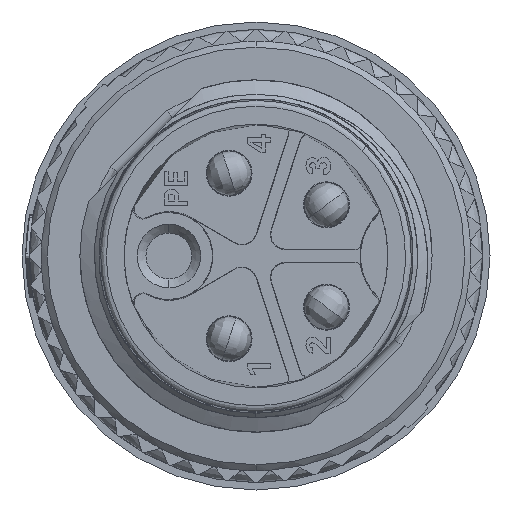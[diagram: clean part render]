
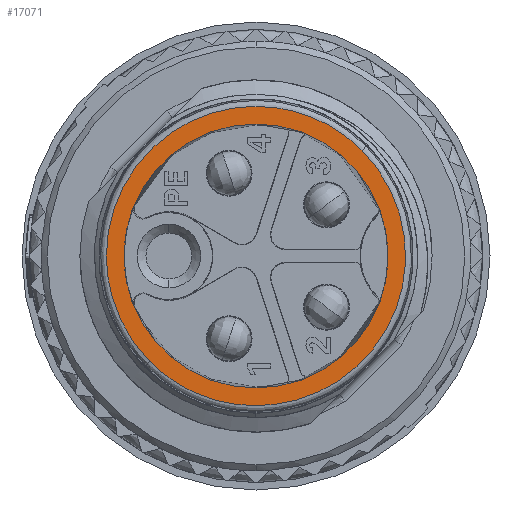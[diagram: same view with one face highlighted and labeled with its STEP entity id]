
A CAD part, left-side view. The second image highlights one B-rep face of the part: STEP entity #17071.
In plain terms, the highlighted planar face has unit normal (-1, 0, 0).
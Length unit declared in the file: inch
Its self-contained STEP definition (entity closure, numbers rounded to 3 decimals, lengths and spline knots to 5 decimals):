
#2137 = ORIENTED_EDGE ( 'NONE', *, *, #20163, .F. ) ;
#3251 = CARTESIAN_POINT ( 'NONE',  ( 0., -0.14094, 0.14035 ) ) ;
#4175 = CIRCLE ( 'NONE', #34121, 0.17544 ) ;
#5023 = CARTESIAN_POINT ( 'NONE',  ( 0., 0.14094, -0.14035 ) ) ;
#5609 = CARTESIAN_POINT ( 'NONE',  ( 0., 0.17855, -0.10257 ) ) ;
#5929 = VERTEX_POINT ( 'NONE', #5023 ) ;
#6220 = CARTESIAN_POINT ( 'NONE',  ( 0., 0.14094, -0.14035 ) ) ;
#6505 = VERTEX_POINT ( 'NONE', #9149 ) ;
#8266 = EDGE_CURVE ( 'NONE', #29495, #18897, #37801, .T. ) ;
#9149 = CARTESIAN_POINT ( 'NONE',  ( 0., -0.14094, 0.14035 ) ) ;
#10620 = DIRECTION ( 'NONE',  ( -1., 0., 0. ) ) ;
#10803 =( BOUNDED_CURVE ( )  B_SPLINE_CURVE ( 3, ( #6220, #5609, #25813, #19041 ),
 .UNSPECIFIED., .F., .F. ) 
 B_SPLINE_CURVE_WITH_KNOTS ( ( 4, 4 ),
 ( 0.00268, 1. ),
 .UNSPECIFIED. ) 
 CURVE ( )  GEOMETRIC_REPRESENTATION_ITEM ( )  RATIONAL_B_SPLINE_CURVE ( ( 1., 0.95, 0.95, 1. ) ) 
 REPRESENTATION_ITEM ( '' )  );
#11039 = DIRECTION ( 'NONE',  ( 0., 0., 1. ) ) ;
#11173 = DIRECTION ( 'NONE',  ( -1., 0., 0. ) ) ;
#11479 = DIRECTION ( 'NONE',  ( 1., 0., 0. ) ) ;
#12191 = CARTESIAN_POINT ( 'NONE',  ( 0., 0.14094, -0.14035 ) ) ;
#13109 = CARTESIAN_POINT ( 'NONE',  ( 0., 0., 0.17544 ) ) ;
#13983 = VERTEX_POINT ( 'NONE', #22072 ) ;
#15670 = VERTEX_POINT ( 'NONE', #38486 ) ;
#15997 = ORIENTED_EDGE ( 'NONE', *, *, #8266, .F. ) ;
#16027 = CARTESIAN_POINT ( 'NONE',  ( 0., 0.00618, 0.28809 ) ) ;
#17052 = EDGE_LOOP ( 'NONE', ( #39797, #34018, #2137, #33071 ) ) ;
#17071 = ADVANCED_FACE ( 'NONE', ( #37512, #21734 ), #34742, .F. ) ;
#18897 = VERTEX_POINT ( 'NONE', #23726 ) ;
#19041 = CARTESIAN_POINT ( 'NONE',  ( 0., 0.1989, 0. ) ) ;
#19651 = CARTESIAN_POINT ( 'NONE',  ( 0., 0.1989, 0. ) ) ;
#20163 = EDGE_CURVE ( 'NONE', #13983, #6505, #41591, .T. ) ;
#21379 = EDGE_CURVE ( 'NONE', #18897, #29495, #4175, .T. ) ;
#21734 = FACE_OUTER_BOUND ( 'NONE', #17052, .T. ) ;
#22072 = CARTESIAN_POINT ( 'NONE',  ( 0., 0.1989, 0. ) ) ;
#23726 = CARTESIAN_POINT ( 'NONE',  ( 0., 0., -0.17544 ) ) ;
#24554 = CARTESIAN_POINT ( 'NONE',  ( 0., 0.14084, -0.14045 ) ) ;
#25002 =( BOUNDED_CURVE ( )  B_SPLINE_CURVE ( 3, ( #35031, #38008, #24554, #12191 ),
 .UNSPECIFIED., .F., .F. ) 
 B_SPLINE_CURVE_WITH_KNOTS ( ( 4, 4 ),
 ( 0., 0.00268 ),
 .UNSPECIFIED. ) 
 CURVE ( )  GEOMETRIC_REPRESENTATION_ITEM ( )  RATIONAL_B_SPLINE_CURVE ( ( 1., 1., 1., 1. ) ) 
 REPRESENTATION_ITEM ( '' )  );
#25813 = CARTESIAN_POINT ( 'NONE',  ( 0., 0.1989, -0.05331 ) ) ;
#27165 = EDGE_LOOP ( 'NONE', ( #15997, #36122 ) ) ;
#27649 = CARTESIAN_POINT ( 'NONE',  ( 0., 0., 0. ) ) ;
#27860 = DIRECTION ( 'NONE',  ( 0., 0., -1. ) ) ;
#28464 = EDGE_CURVE ( 'NONE', #5929, #13983, #10803, .T. ) ;
#29495 = VERTEX_POINT ( 'NONE', #13109 ) ;
#30256 = AXIS2_PLACEMENT_3D ( 'NONE', #34221, #11173, #36434 ) ;
#30818 = CARTESIAN_POINT ( 'NONE',  ( 0., 0.14064, -0.14064 ) ) ;
#31258 = CARTESIAN_POINT ( 'NONE',  ( 0., -0.14005, -0.42134 ) ) ;
#31615 = EDGE_CURVE ( 'NONE', #6505, #15670, #36489, .T. ) ;
#32656 = CARTESIAN_POINT ( 'NONE',  ( 0., 0.1989, 0.2085 ) ) ;
#33071 = ORIENTED_EDGE ( 'NONE', *, *, #28464, .F. ) ;
#34018 = ORIENTED_EDGE ( 'NONE', *, *, #31615, .F. ) ;
#34054 = CARTESIAN_POINT ( 'NONE',  ( 0., -0.14094, 0.14035 ) ) ;
#34121 = AXIS2_PLACEMENT_3D ( 'NONE', #39853, #10620, #11039 ) ;
#34221 = CARTESIAN_POINT ( 'NONE',  ( 0., 0., 0. ) ) ;
#34742 = PLANE ( 'NONE',  #35463 ) ;
#35031 = CARTESIAN_POINT ( 'NONE',  ( 0., 0.14064, -0.14064 ) ) ;
#35265 = EDGE_CURVE ( 'NONE', #15670, #5929, #25002, .T. ) ;
#35463 = AXIS2_PLACEMENT_3D ( 'NONE', #27649, #11479, #27860 ) ;
#36122 = ORIENTED_EDGE ( 'NONE', *, *, #21379, .F. ) ;
#36434 = DIRECTION ( 'NONE',  ( 0., 0., 1. ) ) ;
#36489 =( BOUNDED_CURVE ( )  B_SPLINE_CURVE ( 3, ( #34054, #41084, #31258, #30818 ),
 .UNSPECIFIED., .F., .F. ) 
 B_SPLINE_CURVE_WITH_KNOTS ( ( 4, 4 ),
 ( 0.42895, 1. ),
 .UNSPECIFIED. ) 
 CURVE ( )  GEOMETRIC_REPRESENTATION_ITEM ( )  RATIONAL_B_SPLINE_CURVE ( ( 1., 0.334, 0.334, 1. ) ) 
 REPRESENTATION_ITEM ( '' )  );
#37512 = FACE_BOUND ( 'NONE', #27165, .T. ) ;
#37801 = CIRCLE ( 'NONE', #30256, 0.17544 ) ;
#38008 = CARTESIAN_POINT ( 'NONE',  ( 0., 0.14074, -0.14054 ) ) ;
#38486 = CARTESIAN_POINT ( 'NONE',  ( 0., 0.14064, -0.14064 ) ) ;
#39797 = ORIENTED_EDGE ( 'NONE', *, *, #35265, .F. ) ;
#39853 = CARTESIAN_POINT ( 'NONE',  ( 0., 0., 0. ) ) ;
#41084 = CARTESIAN_POINT ( 'NONE',  ( 0., -0.42104, -0.14094 ) ) ;
#41591 =( BOUNDED_CURVE ( )  B_SPLINE_CURVE ( 3, ( #19651, #32656, #16027, #3251 ),
 .UNSPECIFIED., .F., .F. ) 
 B_SPLINE_CURVE_WITH_KNOTS ( ( 4, 4 ),
 ( 0., 0.42895 ),
 .UNSPECIFIED. ) 
 CURVE ( )  GEOMETRIC_REPRESENTATION_ITEM ( )  RATIONAL_B_SPLINE_CURVE ( ( 1., 0.588, 0.588, 1. ) ) 
 REPRESENTATION_ITEM ( '' )  );
